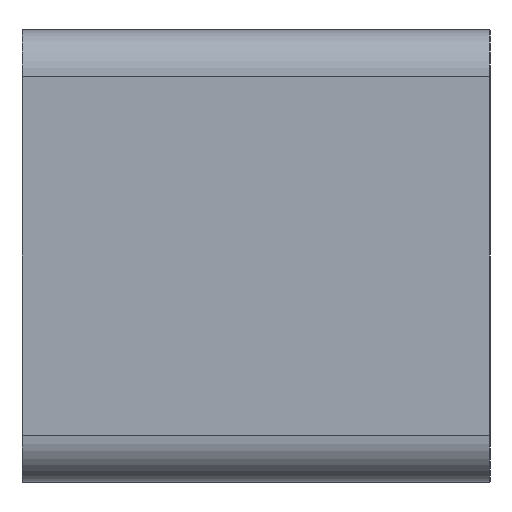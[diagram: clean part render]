
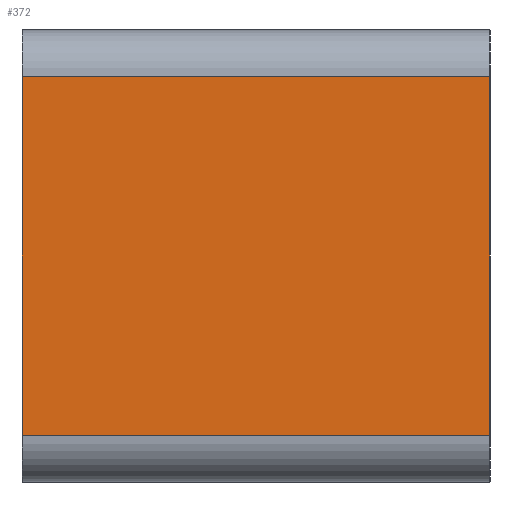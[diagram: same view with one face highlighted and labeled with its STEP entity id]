
A CAD part, left-side view. The second image highlights one B-rep face of the part: STEP entity #372.
In plain terms, the highlighted planar face has unit normal (-1, 0, 0).
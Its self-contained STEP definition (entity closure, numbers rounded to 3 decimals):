
#21=PLANE('',#408);
#33=FACE_OUTER_BOUND('',#53,.T.);
#53=EDGE_LOOP('',(#258,#259,#260,#261));
#77=LINE('',#560,#113);
#78=LINE('',#563,#114);
#79=LINE('',#565,#115);
#80=LINE('',#566,#116);
#113=VECTOR('',#450,10.);
#114=VECTOR('',#453,10.);
#115=VECTOR('',#454,10.);
#116=VECTOR('',#455,10.);
#164=VERTEX_POINT('',#553);
#167=VERTEX_POINT('',#558);
#168=VERTEX_POINT('',#562);
#169=VERTEX_POINT('',#564);
#203=EDGE_CURVE('',#167,#164,#77,.T.);
#204=EDGE_CURVE('',#167,#168,#78,.T.);
#205=EDGE_CURVE('',#169,#168,#79,.T.);
#206=EDGE_CURVE('',#164,#169,#80,.F.);
#258=ORIENTED_EDGE('',*,*,#203,.F.);
#259=ORIENTED_EDGE('',*,*,#204,.T.);
#260=ORIENTED_EDGE('',*,*,#205,.F.);
#261=ORIENTED_EDGE('',*,*,#206,.F.);
#372=ADVANCED_FACE('',(#33),#21,.T.);
#408=AXIS2_PLACEMENT_3D('',#561,#451,#452);
#450=DIRECTION('',(0.,1.,0.));
#451=DIRECTION('center_axis',(-1.,0.,0.));
#452=DIRECTION('ref_axis',(0.,0.,1.));
#453=DIRECTION('',(0.,0.,1.));
#454=DIRECTION('',(0.,-1.,0.));
#455=DIRECTION('',(0.,0.,-1.));
#553=CARTESIAN_POINT('',(-34.3,17.,19.5));
#558=CARTESIAN_POINT('',(-34.3,2.,19.5));
#560=CARTESIAN_POINT('',(-34.3,0.,19.5));
#561=CARTESIAN_POINT('Origin',(-34.3,0.,18.));
#562=CARTESIAN_POINT('',(-34.3,2.,31.));
#563=CARTESIAN_POINT('',(-34.3,2.,21.625));
#564=CARTESIAN_POINT('',(-34.3,17.,31.));
#565=CARTESIAN_POINT('',(-34.3,0.,31.));
#566=CARTESIAN_POINT('',(-34.3,17.,21.625));
